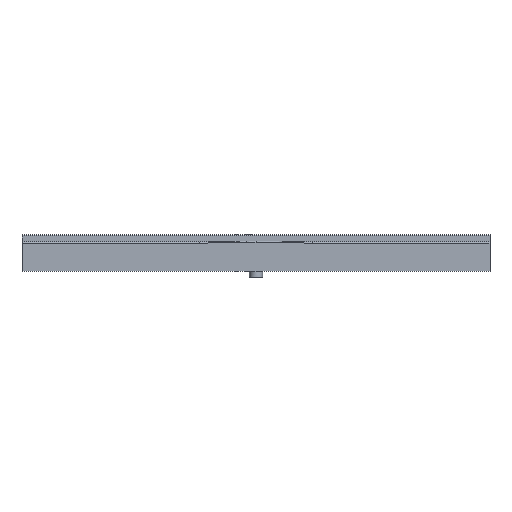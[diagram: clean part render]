
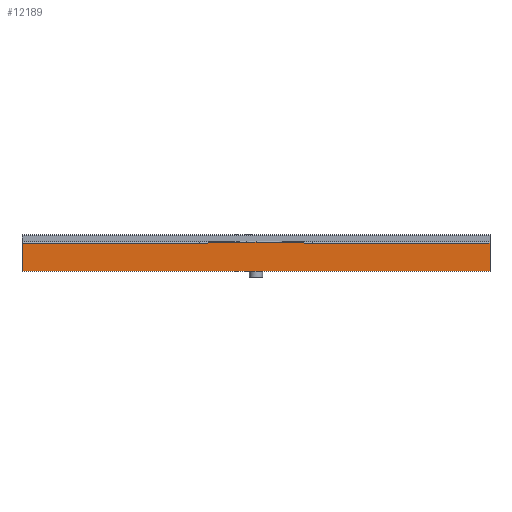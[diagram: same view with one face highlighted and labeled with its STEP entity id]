
A CAD part, top view. The second image highlights one B-rep face of the part: STEP entity #12189.
In plain terms, the highlighted planar face has unit normal (0, 0, 1).
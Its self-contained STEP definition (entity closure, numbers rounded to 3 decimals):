
#413 = ORIENTED_EDGE ( 'NONE', *, *, #5540, .T. ) ;
#778 = LINE ( 'NONE', #15381, #15943 ) ;
#817 = ORIENTED_EDGE ( 'NONE', *, *, #5862, .T. ) ;
#1002 = CARTESIAN_POINT ( 'NONE',  ( 0., 0., 260. ) ) ;
#1359 = CARTESIAN_POINT ( 'NONE',  ( -174.655, -1.25, 260. ) ) ;
#1534 = CARTESIAN_POINT ( 'NONE',  ( 300., -5., 260. ) ) ;
#1704 = EDGE_CURVE ( 'NONE', #15743, #13921, #15621, .T. ) ;
#2024 = EDGE_CURVE ( 'NONE', #13817, #12781, #11521, .T. ) ;
#2351 = CARTESIAN_POINT ( 'NONE',  ( -1250., -5., 260. ) ) ;
#2409 = CARTESIAN_POINT ( 'NONE',  ( -288.239, -5., 260. ) ) ;
#2666 = CARTESIAN_POINT ( 'NONE',  ( -277.536, -4.687, 260. ) ) ;
#2835 = LINE ( 'NONE', #12113, #4521 ) ;
#3366 = VECTOR ( 'NONE', #10283, 1000. ) ;
#3376 = ORIENTED_EDGE ( 'NONE', *, *, #4367, .T. ) ;
#3437 = ORIENTED_EDGE ( 'NONE', *, *, #5765, .T. ) ;
#3572 = CARTESIAN_POINT ( 'NONE',  ( -1250., -5., 260. ) ) ;
#3887 = CARTESIAN_POINT ( 'NONE',  ( 0., 0., 260. ) ) ;
#4367 = EDGE_CURVE ( 'NONE', #13817, #12568, #9881, .T. ) ;
#4481 = EDGE_CURVE ( 'NONE', #12568, #16046, #2835, .T. ) ;
#4521 = VECTOR ( 'NONE', #12198, 1000. ) ;
#5131 = VERTEX_POINT ( 'NONE', #7613 ) ;
#5263 = ORIENTED_EDGE ( 'NONE', *, *, #4481, .T. ) ;
#5284 = CARTESIAN_POINT ( 'NONE',  ( -251.693, -3.75, 260. ) ) ;
#5540 = EDGE_CURVE ( 'NONE', #16046, #5131, #14360, .T. ) ;
#5765 = EDGE_CURVE ( 'NONE', #5131, #13921, #778, .T. ) ;
#5862 = EDGE_CURVE ( 'NONE', #15743, #12781, #7676, .T. ) ;
#5874 = DIRECTION ( 'NONE',  ( 1., 0., 0. ) ) ;
#6050 = FACE_OUTER_BOUND ( 'NONE', #17057, .T. ) ;
#6129 = CARTESIAN_POINT ( 'NONE',  ( -1250., 0., 260. ) ) ;
#6366 = DIRECTION ( 'NONE',  ( -1., 0., 0. ) ) ;
#6515 = CARTESIAN_POINT ( 'NONE',  ( 222.832, 0., 260. ) ) ;
#7613 = CARTESIAN_POINT ( 'NONE',  ( -1250., -155., 260. ) ) ;
#7676 = LINE ( 'NONE', #2351, #12605 ) ;
#7948 = ORIENTED_EDGE ( 'NONE', *, *, #2024, .F. ) ;
#8080 = CARTESIAN_POINT ( 'NONE',  ( 252.957, -5., 260. ) ) ;
#8498 = PLANE ( 'NONE',  #12892 ) ;
#8761 = CARTESIAN_POINT ( 'NONE',  ( -1250., 0., 260. ) ) ;
#9881 = B_SPLINE_CURVE_WITH_KNOTS ( 'NONE', 3,
 ( #3887, #10279, #1359, #17189, #5284, #2666, #2409, #10621 ),
 .UNSPECIFIED., .F., .F.,
 ( 4, 2, 2, 4 ),
 ( 0., 0.5, 0.75, 1. ),
 .UNSPECIFIED. ) ;
#10279 = CARTESIAN_POINT ( 'NONE',  ( -111.416, 0., 260. ) ) ;
#10283 = DIRECTION ( 'NONE',  ( 0., -1., 0. ) ) ;
#10413 = DIRECTION ( 'NONE',  ( 0., -1., 0. ) ) ;
#10515 = ORIENTED_EDGE ( 'NONE', *, *, #1704, .F. ) ;
#10621 = CARTESIAN_POINT ( 'NONE',  ( -300., -5., 260. ) ) ;
#10946 = CARTESIAN_POINT ( 'NONE',  ( 1250., -5., 260. ) ) ;
#11521 = B_SPLINE_CURVE_WITH_KNOTS ( 'NONE', 3,
 ( #14742, #6515, #8080, #1534 ),
 .UNSPECIFIED., .F., .F.,
 ( 4, 4 ),
 ( 0., 1. ),
 .UNSPECIFIED. ) ;
#12104 = CARTESIAN_POINT ( 'NONE',  ( 1250., -155., 260. ) ) ;
#12113 = CARTESIAN_POINT ( 'NONE',  ( -1250., -5., 260. ) ) ;
#12189 = ADVANCED_FACE ( 'NONE', ( #6050 ), #8498, .T. ) ;
#12198 = DIRECTION ( 'NONE',  ( -1., 0., 0. ) ) ;
#12568 = VERTEX_POINT ( 'NONE', #15415 ) ;
#12605 = VECTOR ( 'NONE', #6366, 1000. ) ;
#12781 = VERTEX_POINT ( 'NONE', #13057 ) ;
#12892 = AXIS2_PLACEMENT_3D ( 'NONE', #8761, #16727, #5874 ) ;
#12916 = CARTESIAN_POINT ( 'NONE',  ( 1250., 0., 260. ) ) ;
#13057 = CARTESIAN_POINT ( 'NONE',  ( 300., -5., 260. ) ) ;
#13445 = VECTOR ( 'NONE', #10413, 1000. ) ;
#13817 = VERTEX_POINT ( 'NONE', #1002 ) ;
#13921 = VERTEX_POINT ( 'NONE', #12104 ) ;
#14337 = DIRECTION ( 'NONE',  ( 1., 0., 0. ) ) ;
#14360 = LINE ( 'NONE', #6129, #13445 ) ;
#14742 = CARTESIAN_POINT ( 'NONE',  ( 0., 0., 260. ) ) ;
#15381 = CARTESIAN_POINT ( 'NONE',  ( -1250., -155., 260. ) ) ;
#15415 = CARTESIAN_POINT ( 'NONE',  ( -300., -5., 260. ) ) ;
#15621 = LINE ( 'NONE', #12916, #3366 ) ;
#15743 = VERTEX_POINT ( 'NONE', #10946 ) ;
#15943 = VECTOR ( 'NONE', #14337, 1000. ) ;
#16046 = VERTEX_POINT ( 'NONE', #3572 ) ;
#16727 = DIRECTION ( 'NONE',  ( 0., 0., 1. ) ) ;
#17057 = EDGE_LOOP ( 'NONE', ( #817, #7948, #3376, #5263, #413, #3437, #10515 ) ) ;
#17189 = CARTESIAN_POINT ( 'NONE',  ( -236.554, -3.125, 260. ) ) ;
